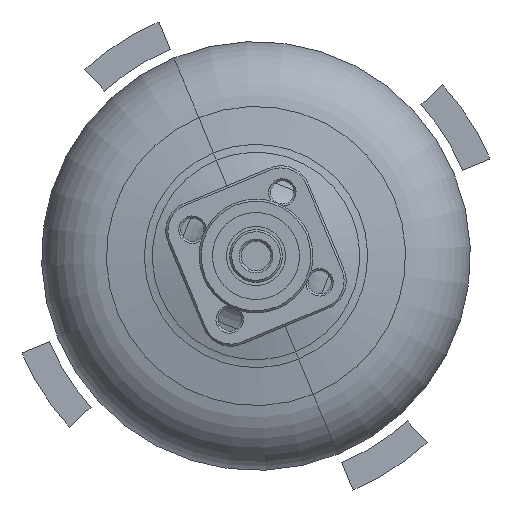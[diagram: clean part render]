
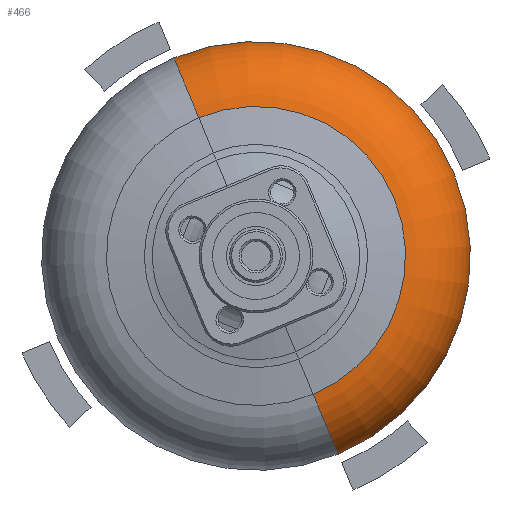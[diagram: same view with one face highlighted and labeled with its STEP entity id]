
A CAD part, front view. The second image highlights one B-rep face of the part: STEP entity #466.
In plain terms, the highlighted toroidal (fillet/blend) face has major radius 32.8 mm and minor radius 18 mm.
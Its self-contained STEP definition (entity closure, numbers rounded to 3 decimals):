
#14=TOROIDAL_SURFACE('',#4329,32.8,18.);
#466=ADVANCED_FACE('',(#699),#14,.T.);
#699=FACE_OUTER_BOUND('',#945,.F.);
#945=EDGE_LOOP('',(#1616,#1617,#1618,#1619));
#1616=ORIENTED_EDGE('',*,*,#2869,.F.);
#1617=ORIENTED_EDGE('',*,*,#2794,.F.);
#1618=ORIENTED_EDGE('',*,*,#2840,.T.);
#1619=ORIENTED_EDGE('',*,*,#2795,.T.);
#2382=CIRCLE('',#4266,18.);
#2383=CIRCLE('',#4267,18.);
#2414=CIRCLE('',#4298,50.8);
#2437=CIRCLE('',#4321,35.435);
#2794=EDGE_CURVE('',#3691,#3692,#2382,.T.);
#2795=EDGE_CURVE('',#3690,#3693,#2383,.T.);
#2840=EDGE_CURVE('',#3691,#3690,#2414,.T.);
#2869=EDGE_CURVE('',#3692,#3693,#2437,.T.);
#3690=VERTEX_POINT('',#6624);
#3691=VERTEX_POINT('',#6625);
#3692=VERTEX_POINT('',#6626);
#3693=VERTEX_POINT('',#6627);
#4266=AXIS2_PLACEMENT_3D('',#6672,#5181,#5182);
#4267=AXIS2_PLACEMENT_3D('',#6673,#5183,#5184);
#4298=AXIS2_PLACEMENT_3D('',#6718,#5259,#5260);
#4321=AXIS2_PLACEMENT_3D('',#6747,#5311,#5312);
#4329=AXIS2_PLACEMENT_3D('',#6755,#5327,#5328);
#5181=DIRECTION('',(0.924,0.,0.383));
#5182=DIRECTION('',(-0.383,0.,0.924));
#5183=DIRECTION('',(-0.924,0.,-0.383));
#5184=DIRECTION('',(0.383,0.,-0.924));
#5259=DIRECTION('',(0.,1.,0.));
#5260=DIRECTION('',(-0.383,0.,0.924));
#5311=DIRECTION('',(0.,1.,0.));
#5312=DIRECTION('',(-0.383,0.,0.924));
#5327=DIRECTION('',(0.,-1.,0.));
#5328=DIRECTION('',(0.301,0.,-0.954));
#6624=CARTESIAN_POINT('',(19.44,149.01,-46.933));
#6625=CARTESIAN_POINT('',(-19.44,149.01,46.933));
#6626=CARTESIAN_POINT('',(-13.56,131.204,32.738));
#6627=CARTESIAN_POINT('',(13.56,131.204,-32.738));
#6672=CARTESIAN_POINT('',(-12.552,149.01,30.303));
#6673=CARTESIAN_POINT('',(12.552,149.01,-30.303));
#6718=CARTESIAN_POINT('',(0.,149.01,0.));
#6747=CARTESIAN_POINT('',(0.,131.204,0.));
#6755=CARTESIAN_POINT('',(0.,149.01,0.));
